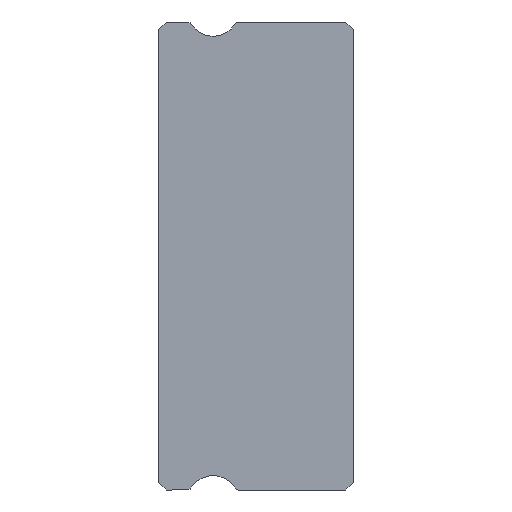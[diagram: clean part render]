
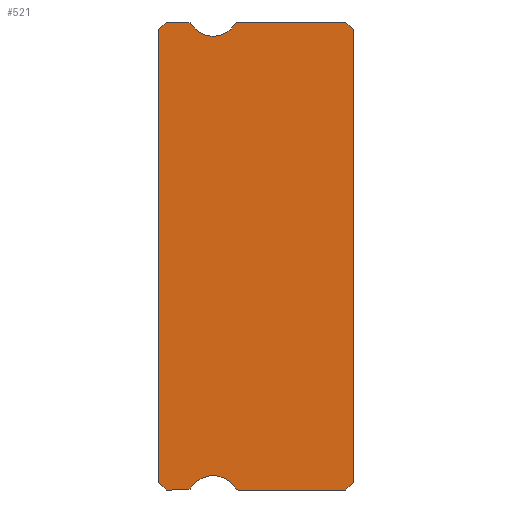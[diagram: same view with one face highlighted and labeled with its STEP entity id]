
A CAD part, left-side view. The second image highlights one B-rep face of the part: STEP entity #521.
In plain terms, the highlighted planar face has unit normal (-1, 0, 0).
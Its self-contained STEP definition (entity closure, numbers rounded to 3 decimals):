
#55 = VERTEX_POINT ( 'NONE', #1483 ) ;
#107 = ORIENTED_EDGE ( 'NONE', *, *, #4414, .F. ) ;
#135 = CARTESIAN_POINT ( 'NONE',  ( -10., 0.3, -9. ) ) ;
#138 = CIRCLE ( 'NONE', #1658, 0.15 ) ;
#142 = CARTESIAN_POINT ( 'NONE',  ( -10., 7.5, -8.7 ) ) ;
#265 = CARTESIAN_POINT ( 'NONE',  ( -10., 7.2, 9. ) ) ;
#286 = AXIS2_PLACEMENT_3D ( 'NONE', #3778, #4431, #1322 ) ;
#287 = DIRECTION ( 'NONE',  ( 0., 0., 1. ) ) ;
#299 = DIRECTION ( 'NONE',  ( 0., 0., -1. ) ) ;
#317 = FACE_OUTER_BOUND ( 'NONE', #3263, .T. ) ;
#328 = VERTEX_POINT ( 'NONE', #776 ) ;
#412 = CARTESIAN_POINT ( 'NONE',  ( -10., 0., -8.7 ) ) ;
#445 = CARTESIAN_POINT ( 'NONE',  ( -10., 7.2, 9. ) ) ;
#449 = DIRECTION ( 'NONE',  ( 1., 0., 0. ) ) ;
#452 = EDGE_CURVE ( 'NONE', #4000, #1073, #2009, .T. ) ;
#521 = ADVANCED_FACE ( 'NONE', ( #317 ), #4475, .F. ) ;
#544 = AXIS2_PLACEMENT_3D ( 'NONE', #1406, #1131, #2843 ) ;
#587 = VERTEX_POINT ( 'NONE', #2112 ) ;
#646 = ORIENTED_EDGE ( 'NONE', *, *, #4012, .T. ) ;
#681 = CARTESIAN_POINT ( 'NONE',  ( -10., 5.4, 8.45 ) ) ;
#705 = VERTEX_POINT ( 'NONE', #2187 ) ;
#740 = CARTESIAN_POINT ( 'NONE',  ( -10., 4.419, -9. ) ) ;
#760 = DIRECTION ( 'NONE',  ( 0., -0.707, -0.707 ) ) ;
#776 = CARTESIAN_POINT ( 'NONE',  ( -10., 0., 8.7 ) ) ;
#784 = CARTESIAN_POINT ( 'NONE',  ( -10., 6.381, 9. ) ) ;
#844 = DIRECTION ( 'NONE',  ( -1., 0., 0. ) ) ;
#858 = VERTEX_POINT ( 'NONE', #4136 ) ;
#913 = CARTESIAN_POINT ( 'NONE',  ( -10., 4.419, 8.85 ) ) ;
#930 = CARTESIAN_POINT ( 'NONE',  ( -10., 7.5, 8.7 ) ) ;
#942 = CARTESIAN_POINT ( 'NONE',  ( -10., 6.381, -9. ) ) ;
#972 = CIRCLE ( 'NONE', #2293, 0.15 ) ;
#1015 = VERTEX_POINT ( 'NONE', #1797 ) ;
#1040 = CARTESIAN_POINT ( 'NONE',  ( -10., 7.5, 8.85 ) ) ;
#1042 = VERTEX_POINT ( 'NONE', #3882 ) ;
#1069 = AXIS2_PLACEMENT_3D ( 'NONE', #4470, #1378, #2781 ) ;
#1073 = VERTEX_POINT ( 'NONE', #740 ) ;
#1095 = DIRECTION ( 'NONE',  ( 0., -1., 0. ) ) ;
#1114 = EDGE_CURVE ( 'NONE', #1073, #1632, #2624, .T. ) ;
#1117 = ORIENTED_EDGE ( 'NONE', *, *, #1758, .F. ) ;
#1131 = DIRECTION ( 'NONE',  ( 1., 0., 0. ) ) ;
#1148 = DIRECTION ( 'NONE',  ( 0., 0., -1. ) ) ;
#1164 = DIRECTION ( 'NONE',  ( 1., 0., 0. ) ) ;
#1200 = EDGE_CURVE ( 'NONE', #1397, #328, #2583, .T. ) ;
#1264 = LINE ( 'NONE', #942, #1698 ) ;
#1322 = DIRECTION ( 'NONE',  ( 0., 0., -1. ) ) ;
#1378 = DIRECTION ( 'NONE',  ( -1., 0., 0. ) ) ;
#1382 = ORIENTED_EDGE ( 'NONE', *, *, #2784, .T. ) ;
#1391 = DIRECTION ( 'NONE',  ( 0., 0., 1. ) ) ;
#1397 = VERTEX_POINT ( 'NONE', #2222 ) ;
#1406 = CARTESIAN_POINT ( 'NONE',  ( -10., 6.381, -8.85 ) ) ;
#1423 = DIRECTION ( 'NONE',  ( 0., 1., 0. ) ) ;
#1443 = ORIENTED_EDGE ( 'NONE', *, *, #3584, .T. ) ;
#1483 = CARTESIAN_POINT ( 'NONE',  ( -10., 4.547, 8.928 ) ) ;
#1525 = AXIS2_PLACEMENT_3D ( 'NONE', #2231, #449, #1148 ) ;
#1573 = EDGE_CURVE ( 'NONE', #55, #3148, #138, .T. ) ;
#1606 = CARTESIAN_POINT ( 'NONE',  ( -10., 6.381, 8.85 ) ) ;
#1632 = VERTEX_POINT ( 'NONE', #2704 ) ;
#1658 = AXIS2_PLACEMENT_3D ( 'NONE', #913, #3414, #299 ) ;
#1680 = VERTEX_POINT ( 'NONE', #681 ) ;
#1698 = VECTOR ( 'NONE', #1993, 1000. ) ;
#1720 = ORIENTED_EDGE ( 'NONE', *, *, #1573, .F. ) ;
#1734 = VECTOR ( 'NONE', #2325, 1000. ) ;
#1758 = EDGE_CURVE ( 'NONE', #1680, #55, #4520, .T. ) ;
#1763 = VERTEX_POINT ( 'NONE', #2868 ) ;
#1797 = CARTESIAN_POINT ( 'NONE',  ( -10., 7.2, -9. ) ) ;
#1805 = DIRECTION ( 'NONE',  ( 0., 0.707, -0.707 ) ) ;
#1846 = ORIENTED_EDGE ( 'NONE', *, *, #452, .F. ) ;
#1993 = DIRECTION ( 'NONE',  ( 0., -1., 0. ) ) ;
#2009 = LINE ( 'NONE', #3392, #4456 ) ;
#2013 = LINE ( 'NONE', #265, #2996 ) ;
#2060 = LINE ( 'NONE', #1040, #3788 ) ;
#2112 = CARTESIAN_POINT ( 'NONE',  ( -10., 6.253, 8.928 ) ) ;
#2116 = DIRECTION ( 'NONE',  ( 0., 0., -1. ) ) ;
#2127 = LINE ( 'NONE', #3219, #4191 ) ;
#2187 = CARTESIAN_POINT ( 'NONE',  ( -10., 7.5, 8.7 ) ) ;
#2201 = VERTEX_POINT ( 'NONE', #445 ) ;
#2222 = CARTESIAN_POINT ( 'NONE',  ( -10., 0.3, 9. ) ) ;
#2231 = CARTESIAN_POINT ( 'NONE',  ( -10., 4.419, -8.85 ) ) ;
#2238 = DIRECTION ( 'NONE',  ( 0., 0., -1. ) ) ;
#2275 = ORIENTED_EDGE ( 'NONE', *, *, #3233, .T. ) ;
#2293 = AXIS2_PLACEMENT_3D ( 'NONE', #1606, #1164, #2571 ) ;
#2309 = AXIS2_PLACEMENT_3D ( 'NONE', #3116, #2770, #2116 ) ;
#2325 = DIRECTION ( 'NONE',  ( 0., 0.707, -0.707 ) ) ;
#2326 = CIRCLE ( 'NONE', #2910, 1. ) ;
#2357 = ORIENTED_EDGE ( 'NONE', *, *, #2818, .T. ) ;
#2482 = LINE ( 'NONE', #784, #3685 ) ;
#2487 = CARTESIAN_POINT ( 'NONE',  ( -10., 4.419, 9. ) ) ;
#2503 = CARTESIAN_POINT ( 'NONE',  ( -10., 6.381, -9. ) ) ;
#2512 = ORIENTED_EDGE ( 'NONE', *, *, #2886, .F. ) ;
#2524 = CIRCLE ( 'NONE', #544, 0.15 ) ;
#2530 = DIRECTION ( 'NONE',  ( 0., -0.707, -0.707 ) ) ;
#2571 = DIRECTION ( 'NONE',  ( 0., 0., -1. ) ) ;
#2583 = LINE ( 'NONE', #3901, #3727 ) ;
#2624 = CIRCLE ( 'NONE', #1525, 0.15 ) ;
#2644 = ORIENTED_EDGE ( 'NONE', *, *, #4185, .F. ) ;
#2704 = CARTESIAN_POINT ( 'NONE',  ( -10., 4.547, -8.928 ) ) ;
#2707 = LINE ( 'NONE', #2774, #3239 ) ;
#2770 = DIRECTION ( 'NONE',  ( -1., 0., 0. ) ) ;
#2774 = CARTESIAN_POINT ( 'NONE',  ( -10., 0., 8.7 ) ) ;
#2781 = DIRECTION ( 'NONE',  ( 0., 0., -1. ) ) ;
#2784 = EDGE_CURVE ( 'NONE', #1015, #2939, #1264, .T. ) ;
#2818 = EDGE_CURVE ( 'NONE', #1042, #328, #2707, .T. ) ;
#2843 = DIRECTION ( 'NONE',  ( 0., 0., -1. ) ) ;
#2868 = CARTESIAN_POINT ( 'NONE',  ( -10., 6.253, -8.928 ) ) ;
#2886 = EDGE_CURVE ( 'NONE', #3065, #705, #2060, .T. ) ;
#2910 = AXIS2_PLACEMENT_3D ( 'NONE', #3987, #844, #2238 ) ;
#2939 = VERTEX_POINT ( 'NONE', #2503 ) ;
#2988 = EDGE_CURVE ( 'NONE', #587, #1680, #3064, .T. ) ;
#2996 = VECTOR ( 'NONE', #1423, 1000. ) ;
#3064 = CIRCLE ( 'NONE', #1069, 1. ) ;
#3065 = VERTEX_POINT ( 'NONE', #142 ) ;
#3116 = CARTESIAN_POINT ( 'NONE',  ( -10., 5.4, 9.45 ) ) ;
#3148 = VERTEX_POINT ( 'NONE', #2487 ) ;
#3219 = CARTESIAN_POINT ( 'NONE',  ( -10., 7.2, -9. ) ) ;
#3233 = EDGE_CURVE ( 'NONE', #858, #2201, #2013, .T. ) ;
#3239 = VECTOR ( 'NONE', #1391, 1000. ) ;
#3263 = EDGE_LOOP ( 'NONE', ( #2512, #646, #1382, #107, #3337, #3979, #1846, #3335, #2357, #4146, #4493, #1720, #1117, #3864, #2644, #2275, #1443 ) ) ;
#3324 = VECTOR ( 'NONE', #1805, 1000. ) ;
#3335 = ORIENTED_EDGE ( 'NONE', *, *, #4381, .F. ) ;
#3337 = ORIENTED_EDGE ( 'NONE', *, *, #3470, .F. ) ;
#3392 = CARTESIAN_POINT ( 'NONE',  ( -10., 6.381, -9. ) ) ;
#3414 = DIRECTION ( 'NONE',  ( 1., 0., 0. ) ) ;
#3470 = EDGE_CURVE ( 'NONE', #1632, #1763, #2326, .T. ) ;
#3584 = EDGE_CURVE ( 'NONE', #2201, #705, #4073, .T. ) ;
#3685 = VECTOR ( 'NONE', #1095, 1000. ) ;
#3708 = DIRECTION ( 'NONE',  ( 0., 1., 0. ) ) ;
#3727 = VECTOR ( 'NONE', #2530, 1000. ) ;
#3778 = CARTESIAN_POINT ( 'NONE',  ( -10., 6.381, 8.85 ) ) ;
#3788 = VECTOR ( 'NONE', #287, 1000. ) ;
#3864 = ORIENTED_EDGE ( 'NONE', *, *, #2988, .F. ) ;
#3882 = CARTESIAN_POINT ( 'NONE',  ( -10., 0., -8.7 ) ) ;
#3901 = CARTESIAN_POINT ( 'NONE',  ( -10., 0.3, 9. ) ) ;
#3979 = ORIENTED_EDGE ( 'NONE', *, *, #1114, .F. ) ;
#3987 = CARTESIAN_POINT ( 'NONE',  ( -10., 5.4, -9.45 ) ) ;
#3997 = EDGE_CURVE ( 'NONE', #3148, #1397, #2482, .T. ) ;
#4000 = VERTEX_POINT ( 'NONE', #135 ) ;
#4012 = EDGE_CURVE ( 'NONE', #3065, #1015, #2127, .T. ) ;
#4073 = LINE ( 'NONE', #930, #1734 ) ;
#4136 = CARTESIAN_POINT ( 'NONE',  ( -10., 6.381, 9. ) ) ;
#4146 = ORIENTED_EDGE ( 'NONE', *, *, #1200, .F. ) ;
#4185 = EDGE_CURVE ( 'NONE', #858, #587, #972, .T. ) ;
#4191 = VECTOR ( 'NONE', #760, 1000. ) ;
#4285 = LINE ( 'NONE', #412, #3324 ) ;
#4381 = EDGE_CURVE ( 'NONE', #1042, #4000, #4285, .T. ) ;
#4414 = EDGE_CURVE ( 'NONE', #1763, #2939, #2524, .T. ) ;
#4431 = DIRECTION ( 'NONE',  ( 1., 0., 0. ) ) ;
#4456 = VECTOR ( 'NONE', #3708, 1000. ) ;
#4470 = CARTESIAN_POINT ( 'NONE',  ( -10., 5.4, 9.45 ) ) ;
#4475 = PLANE ( 'NONE',  #286 ) ;
#4493 = ORIENTED_EDGE ( 'NONE', *, *, #3997, .F. ) ;
#4520 = CIRCLE ( 'NONE', #2309, 1. ) ;
